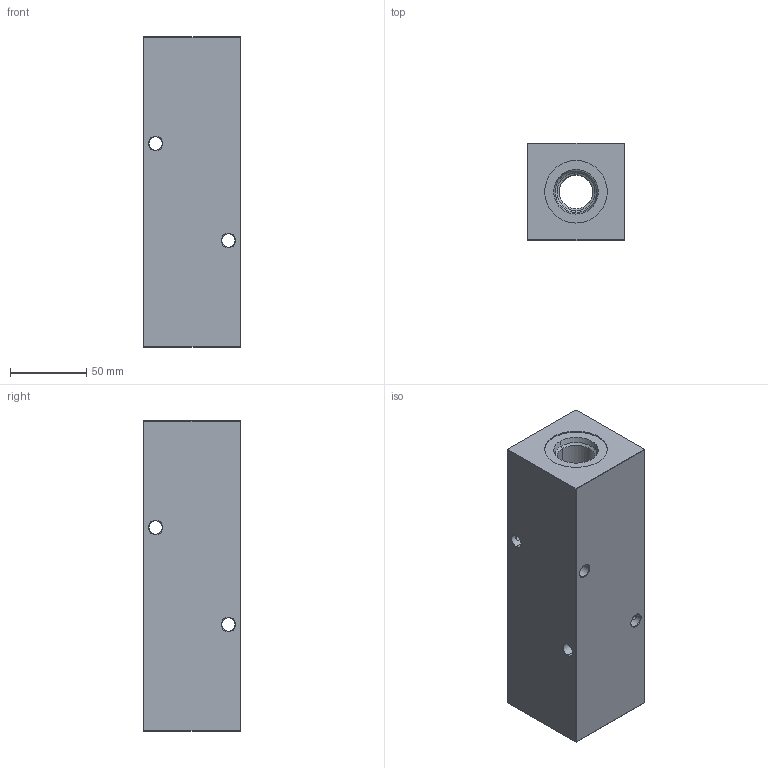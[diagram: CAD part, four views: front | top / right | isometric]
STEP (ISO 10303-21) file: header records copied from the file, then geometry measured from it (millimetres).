
FILE_DESCRIPTION (( 'STEP AP203' ), '1' );
FILE_NAME ('HM-3-90-S-12-8.STEP', '2020-11-09T22:53:51', ( '' ), ( '' ), 'SwSTEP 2.0', 'SolidWorks 2019', '' );
FILE_SCHEMA (( 'CONFIG_CONTROL_DESIGN' ));
Length unit declared in the file: inch
Products named in the file (1): HM-3-90-S-12-8
Bounding box: 63.5 x 63.5 x 203.2 mm (x, y, z)
Volume: 685645.6 mm3; surface area: 83579.6 mm2
Topology: 1 solids, 1 shells, 579 faces, 1487 edges, 954 vertices
Faces by surface type: plane 239, bspline 214, cone 64, cylinder 62
Entity records: 28248 total; most frequent: CARTESIAN_POINT 15530, ORIENTED_EDGE 2974, DIRECTION 1908, EDGE_CURVE 1487, VERTEX_POINT 954, LINE 868, VECTOR 868, EDGE_LOOP 649
